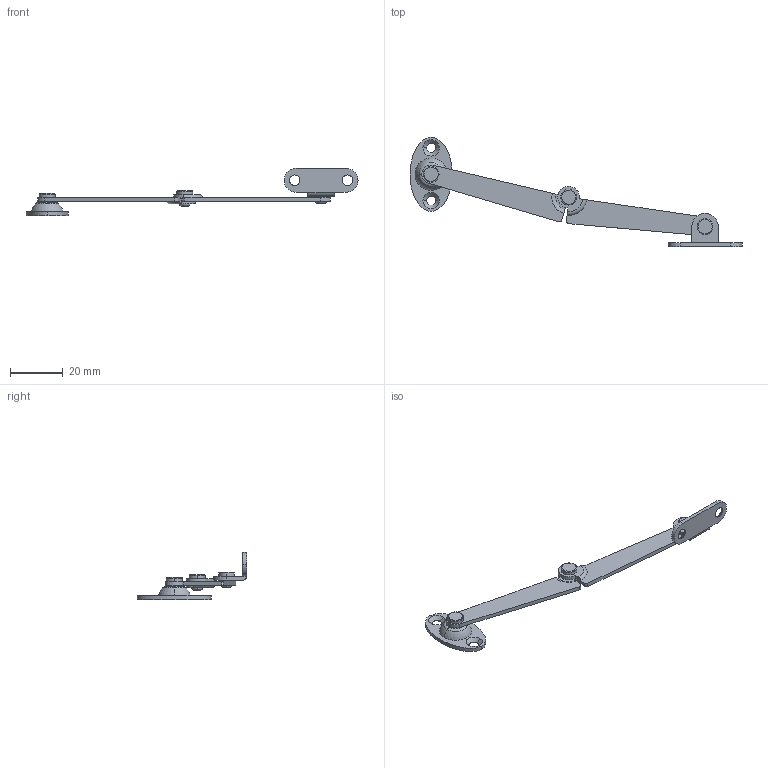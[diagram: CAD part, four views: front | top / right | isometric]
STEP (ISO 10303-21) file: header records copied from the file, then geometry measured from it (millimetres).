
FILE_DESCRIPTION (( 'STEP AP203' ), '1' );
FILE_NAME ('B-1040-3-L.STEP', '2006-06-07T05:49:35', ( ' ' ), ( ' ' ), 'SwSTEP 2.0', 'SolidWorks 2005204', '' );
FILE_SCHEMA (( 'CONFIG_CONTROL_DESIGN' ));
Length unit declared in the file: millimetre
Products named in the file (6): b-1040-3僗僥乕_棉太倌; B-1040-3儚僢僔儍乕_棉太倌; B-1040-3僆乕僶儖庢晅嵗_棉太倌; B-1040-3-L; B-1040-3L宆庢晅嵗_棉太倌; B-1040-3儕儀僢僩_B-1040-3儕儀僢僩僇僔儊
Assembly tree (10 placements, depth 2):
  B-1040-3-L
    B-1040-3儕儀僢僩_B-1040-3儕儀僢僩僇僔儊  x3
    B-1040-3儚僢僔儍乕_棉太倌  x3
    B-1040-3L宆庢晅嵗_棉太倌
    B-1040-3僆乕僶儖庢晅嵗_棉太倌
    b-1040-3僗僥乕_棉太倌  x2
Bounding box: 125.9 x 41.43 x 17.9 mm (x, y, z)
Volume: 2749.4 mm3; surface area: 4714.1 mm2
Topology: 10 solids, 10 shells, 141 faces, 317 edges, 204 vertices
Faces by surface type: cylinder 56, plane 51, torus 24, cone 8, bspline 2
Entity records: 3287 total; most frequent: DIRECTION 495, CARTESIAN_POINT 459, ORIENTED_EDGE 390, AXIS2_PLACEMENT_3D 208, EDGE_CURVE 195, VERTEX_POINT 124, CIRCLE 112, EDGE_LOOP 107
